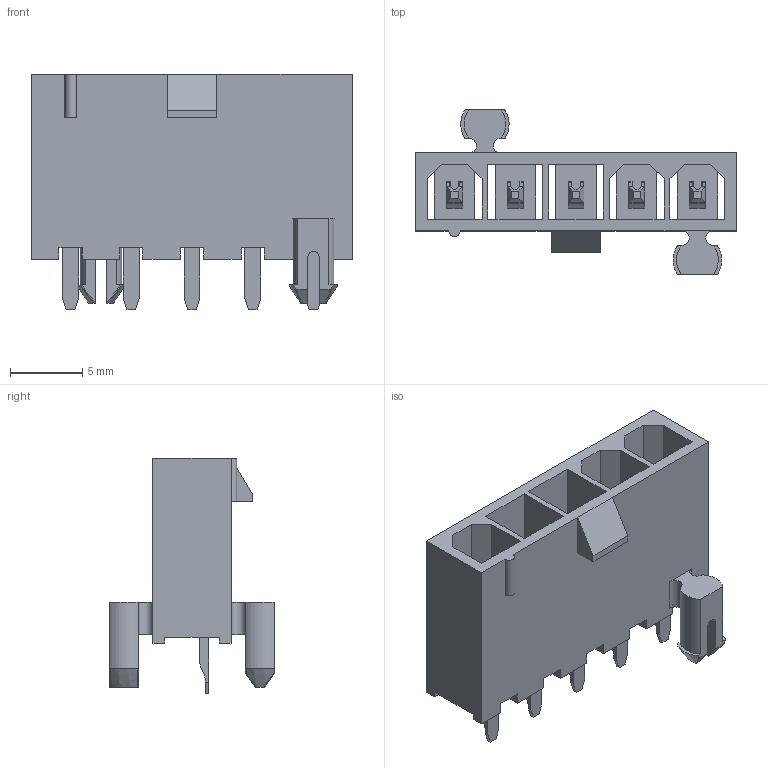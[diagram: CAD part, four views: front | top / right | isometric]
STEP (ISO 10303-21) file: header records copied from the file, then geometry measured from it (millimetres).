
FILE_DESCRIPTION(/* description */ ('Unknown'),/* implementation_level */ '2;1');
FILE_NAME(/* name */ 'J_Wurth_WR-MPC4_649005121732',/* time_stamp */ '2025-06-17T17:25:28+08:00',/* author */ ('Unknown'),/* organization */ ('Unknown'),/* preprocessor_version */ 'ST-DEVELOPER v19.4',/* originating_system */ 'Solid Edge',/* authorisation */ 'Unknown');
FILE_SCHEMA (('AUTOMOTIVE_DESIGN {1 0 10303 214 3 1 1}'));
Length unit declared in the file: millimetre
Products named in the file (2): J_Wurth_WR-MPC4_649005121732
Assembly tree (1 placements, depth 2):
  J_Wurth_WR-MPC4_649005121732
    J_Wurth_WR-MPC4_649005121732
Bounding box: 22.2 x 11.4 x 16.3 mm (x, y, z)
Volume: 859.1 mm3; surface area: 2334.6 mm2
Topology: 1 solids, 1 shells, 619 faces, 1809 edges, 1178 vertices
Faces by surface type: plane 464, cylinder 141, bspline 14
Entity records: 24846 total; most frequent: CARTESIAN_POINT 3944, ORIENTED_EDGE 3618, DIRECTION 3251, EDGE_CURVE 1809, LINE 1473, VECTOR 1473, VERTEX_POINT 1178, AXIS2_PLACEMENT_3D 889
